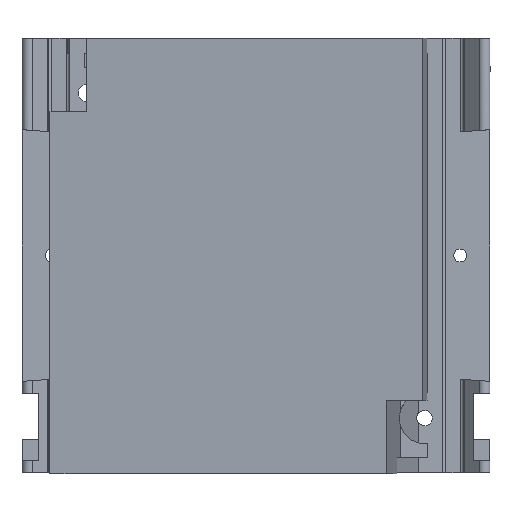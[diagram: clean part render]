
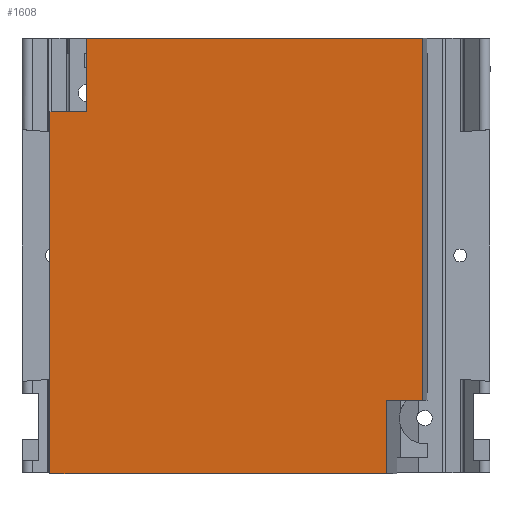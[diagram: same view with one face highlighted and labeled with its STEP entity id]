
A CAD part, left-side view. The second image highlights one B-rep face of the part: STEP entity #1608.
In plain terms, the highlighted face is planar.
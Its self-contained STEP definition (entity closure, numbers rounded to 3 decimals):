
#202 = CARTESIAN_POINT ( 'NONE',  ( 12., 6., -1. ) ) ;
#307 = ORIENTED_EDGE ( 'NONE', *, *, #1757, .T. ) ;
#476 = CARTESIAN_POINT ( 'NONE',  ( 0., 61., -1. ) ) ;
#781 = VERTEX_POINT ( 'NONE', #202 ) ;
#998 = EDGE_CURVE ( 'NONE', #3393, #781, #4484, .T. ) ;
#1007 = VERTEX_POINT ( 'NONE', #4576 ) ;
#1010 = LINE ( 'NONE', #1931, #1015 ) ;
#1015 = VECTOR ( 'NONE', #1228, 1000. ) ;
#1031 = VECTOR ( 'NONE', #4030, 1000. ) ;
#1117 = VECTOR ( 'NONE', #1184, 1000. ) ;
#1160 = CARTESIAN_POINT ( 'NONE',  ( 12., 6., -1. ) ) ;
#1184 = DIRECTION ( 'NONE',  ( -1., 0., 0. ) ) ;
#1228 = DIRECTION ( 'NONE',  ( 1., 0., 0. ) ) ;
#1266 = ORIENTED_EDGE ( 'NONE', *, *, #4272, .T. ) ;
#1356 = ORIENTED_EDGE ( 'NONE', *, *, #998, .T. ) ;
#1374 = DIRECTION ( 'NONE',  ( -1., 0., 0. ) ) ;
#1375 = VERTEX_POINT ( 'NONE', #3458 ) ;
#1438 = CARTESIAN_POINT ( 'NONE',  ( 71., 55., -1. ) ) ;
#1608 = ADVANCED_FACE ( 'NONE', ( #2866 ), #6030, .T. ) ;
#1757 = EDGE_CURVE ( 'NONE', #6461, #2449, #2607, .T. ) ;
#1801 = EDGE_CURVE ( 'NONE', #781, #3346, #2644, .T. ) ;
#1843 = CARTESIAN_POINT ( 'NONE',  ( 71., 55., -1. ) ) ;
#1931 = CARTESIAN_POINT ( 'NONE',  ( 12., 0., -1. ) ) ;
#2028 = LINE ( 'NONE', #3471, #5213 ) ;
#2150 = CARTESIAN_POINT ( 'NONE',  ( 0., 61., -1. ) ) ;
#2185 = LINE ( 'NONE', #5407, #1117 ) ;
#2449 = VERTEX_POINT ( 'NONE', #6433 ) ;
#2596 = VECTOR ( 'NONE', #1374, 1000. ) ;
#2607 = LINE ( 'NONE', #1438, #2596 ) ;
#2644 = LINE ( 'NONE', #1160, #2693 ) ;
#2693 = VECTOR ( 'NONE', #3605, 1000. ) ;
#2705 = CARTESIAN_POINT ( 'NONE',  ( 0., 6., -1. ) ) ;
#2831 = EDGE_CURVE ( 'NONE', #3346, #1375, #1010, .T. ) ;
#2866 = FACE_OUTER_BOUND ( 'NONE', #3311, .T. ) ;
#2946 = CARTESIAN_POINT ( 'NONE',  ( 59., 55., -1. ) ) ;
#3055 = ORIENTED_EDGE ( 'NONE', *, *, #3230, .T. ) ;
#3100 = EDGE_CURVE ( 'NONE', #6214, #3393, #5523, .T. ) ;
#3230 = EDGE_CURVE ( 'NONE', #1007, #6214, #2185, .T. ) ;
#3311 = EDGE_LOOP ( 'NONE', ( #4183, #5809, #307, #1266, #3055, #4438, #1356, #3385 ) ) ;
#3346 = VERTEX_POINT ( 'NONE', #5575 ) ;
#3385 = ORIENTED_EDGE ( 'NONE', *, *, #1801, .T. ) ;
#3393 = VERTEX_POINT ( 'NONE', #4819 ) ;
#3458 = CARTESIAN_POINT ( 'NONE',  ( 71., 0., -1. ) ) ;
#3471 = CARTESIAN_POINT ( 'NONE',  ( 71., 0., -1. ) ) ;
#3527 = EDGE_CURVE ( 'NONE', #1375, #6461, #2028, .T. ) ;
#3555 = VECTOR ( 'NONE', #4025, 1000. ) ;
#3605 = DIRECTION ( 'NONE',  ( 0., -1., 0. ) ) ;
#4025 = DIRECTION ( 'NONE',  ( 0., 1., 0. ) ) ;
#4030 = DIRECTION ( 'NONE',  ( 0., -1., 0. ) ) ;
#4183 = ORIENTED_EDGE ( 'NONE', *, *, #2831, .T. ) ;
#4272 = EDGE_CURVE ( 'NONE', #2449, #1007, #5384, .T. ) ;
#4392 = DIRECTION ( 'NONE',  ( 0., 1., 0. ) ) ;
#4430 = CARTESIAN_POINT ( 'NONE',  ( 71., 0., -1. ) ) ;
#4438 = ORIENTED_EDGE ( 'NONE', *, *, #3100, .T. ) ;
#4460 = DIRECTION ( 'NONE',  ( 0., 0., 1. ) ) ;
#4484 = LINE ( 'NONE', #2705, #4822 ) ;
#4576 = CARTESIAN_POINT ( 'NONE',  ( 59., 61., -1. ) ) ;
#4819 = CARTESIAN_POINT ( 'NONE',  ( 0., 6., -1. ) ) ;
#4822 = VECTOR ( 'NONE', #5194, 1000. ) ;
#5194 = DIRECTION ( 'NONE',  ( 1., 0., 0. ) ) ;
#5213 = VECTOR ( 'NONE', #4392, 1000. ) ;
#5283 = DIRECTION ( 'NONE',  ( 1., 0., 0. ) ) ;
#5384 = LINE ( 'NONE', #2946, #3555 ) ;
#5407 = CARTESIAN_POINT ( 'NONE',  ( 59., 61., -1. ) ) ;
#5523 = LINE ( 'NONE', #476, #1031 ) ;
#5575 = CARTESIAN_POINT ( 'NONE',  ( 12., 0., -1. ) ) ;
#5809 = ORIENTED_EDGE ( 'NONE', *, *, #3527, .T. ) ;
#6030 = PLANE ( 'NONE',  #6322 ) ;
#6214 = VERTEX_POINT ( 'NONE', #2150 ) ;
#6322 = AXIS2_PLACEMENT_3D ( 'NONE', #4430, #4460, #5283 ) ;
#6433 = CARTESIAN_POINT ( 'NONE',  ( 59., 55., -1. ) ) ;
#6461 = VERTEX_POINT ( 'NONE', #1843 ) ;
